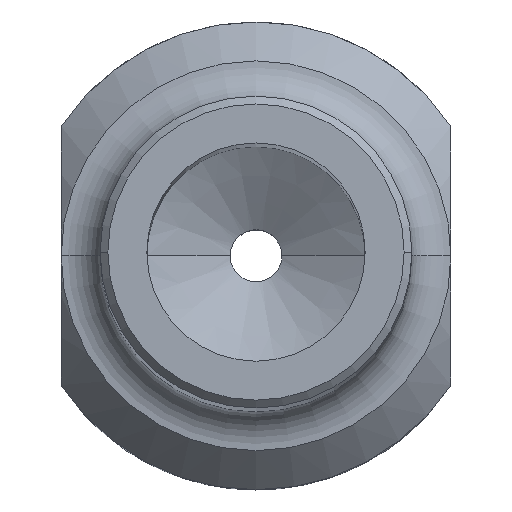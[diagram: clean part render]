
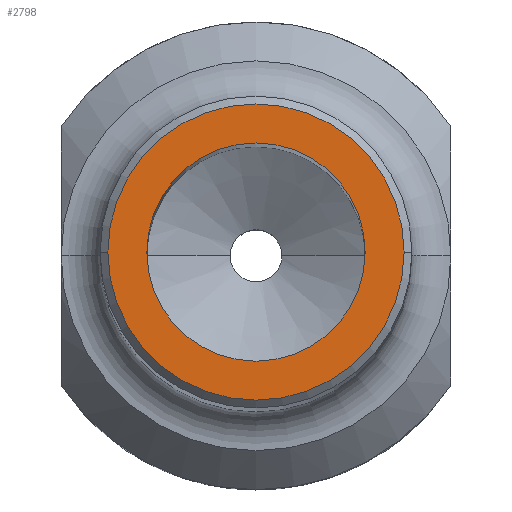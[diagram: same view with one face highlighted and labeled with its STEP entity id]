
A CAD part, top view. The second image highlights one B-rep face of the part: STEP entity #2798.
In plain terms, the highlighted planar face has unit normal (0, 0, 1).
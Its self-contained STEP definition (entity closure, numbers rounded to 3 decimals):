
#2715=AXIS2_PLACEMENT_3D('Circle Axis2P3D',#2713,#2714,$) ;
#2732=AXIS2_PLACEMENT_3D('Circle Axis2P3D',#2730,#2731,$) ;
#2756=AXIS2_PLACEMENT_3D('Circle Axis2P3D',#2754,#2755,$) ;
#2775=AXIS2_PLACEMENT_3D('Circle Axis2P3D',#2773,#2774,$) ;
#2788=AXIS2_PLACEMENT_3D('Plane Axis2P3D',#2785,#2786,#2787) ;
#2703=CARTESIAN_POINT('Vertex',(-19.,0.,330.)) ;
#2710=CARTESIAN_POINT('Vertex',(19.,0.,330.)) ;
#2713=CARTESIAN_POINT('Axis2P3D Location',(0.,0.,330.)) ;
#2730=CARTESIAN_POINT('Axis2P3D Location',(0.,0.,330.)) ;
#2751=CARTESIAN_POINT('Vertex',(-14.,0.,330.)) ;
#2754=CARTESIAN_POINT('Axis2P3D Location',(0.,0.,330.)) ;
#2758=CARTESIAN_POINT('Vertex',(14.,0.,330.)) ;
#2773=CARTESIAN_POINT('Axis2P3D Location',(0.,0.,330.)) ;
#2785=CARTESIAN_POINT('Axis2P3D Location',(0.,0.,330.)) ;
#2714=DIRECTION('Axis2P3D Direction',(0.,0.,1.)) ;
#2731=DIRECTION('Axis2P3D Direction',(0.,0.,1.)) ;
#2755=DIRECTION('Axis2P3D Direction',(0.,-0.,1.)) ;
#2774=DIRECTION('Axis2P3D Direction',(0.,-0.,1.)) ;
#2786=DIRECTION('Axis2P3D Direction',(0.,0.,1.)) ;
#2787=DIRECTION('Axis2P3D XDirection',(1.,0.,0.)) ;
#2791=ORIENTED_EDGE('',*,*,#2734,.T.) ;
#2792=ORIENTED_EDGE('',*,*,#2717,.T.) ;
#2795=ORIENTED_EDGE('',*,*,#2760,.F.) ;
#2796=ORIENTED_EDGE('',*,*,#2777,.F.) ;
#2797=FACE_BOUND('',#2794,.T.) ;
#2798=ADVANCED_FACE('TOS_043_SET_457708_00',(#2793,#2797),#2789,.T.) ;
#2716=CIRCLE('generated circle',#2715,19.) ;
#2733=CIRCLE('generated circle',#2732,19.) ;
#2757=CIRCLE('generated circle',#2756,14.) ;
#2776=CIRCLE('generated circle',#2775,14.) ;
#2717=EDGE_CURVE('',#2704,#2711,#2716,.T.) ;
#2734=EDGE_CURVE('',#2711,#2704,#2733,.T.) ;
#2760=EDGE_CURVE('',#2752,#2759,#2757,.T.) ;
#2777=EDGE_CURVE('',#2759,#2752,#2776,.T.) ;
#2790=EDGE_LOOP('',(#2791,#2792)) ;
#2794=EDGE_LOOP('',(#2795,#2796)) ;
#2793=FACE_OUTER_BOUND('',#2790,.T.) ;
#2789=PLANE('',#2788) ;
#2704=VERTEX_POINT('',#2703) ;
#2711=VERTEX_POINT('',#2710) ;
#2752=VERTEX_POINT('',#2751) ;
#2759=VERTEX_POINT('',#2758) ;
